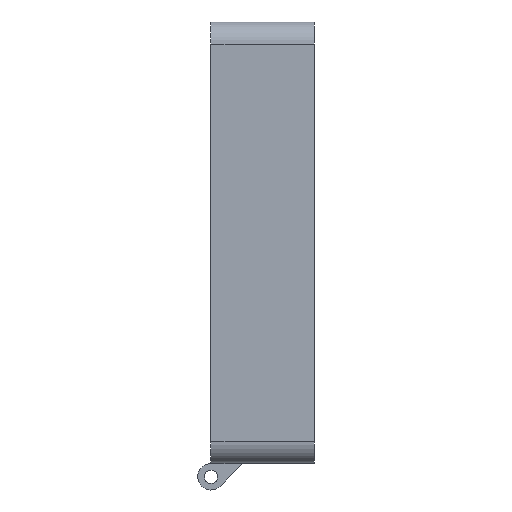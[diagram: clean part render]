
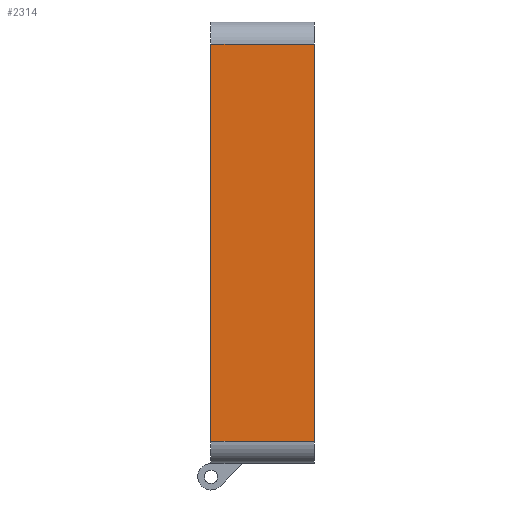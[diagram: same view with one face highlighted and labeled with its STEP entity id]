
A CAD part, left-side view. The second image highlights one B-rep face of the part: STEP entity #2314.
In plain terms, the highlighted planar face has unit normal (-1, 0, 0).
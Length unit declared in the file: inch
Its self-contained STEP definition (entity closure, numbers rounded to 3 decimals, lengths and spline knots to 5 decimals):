
#134=PLANE('',#2500);
#256=FACE_OUTER_BOUND('',#388,.T.);
#388=EDGE_LOOP('',(#2089,#2090,#2091,#2092));
#472=LINE('',#3294,#752);
#505=LINE('',#3396,#785);
#678=LINE('',#3755,#958);
#682=LINE('',#3767,#962);
#752=VECTOR('',#2658,0.3937);
#785=VECTOR('',#2763,0.3937);
#958=VECTOR('',#3090,0.3937);
#962=VECTOR('',#3106,0.3937);
#1069=VERTEX_POINT('',#3292);
#1070=VERTEX_POINT('',#3293);
#1103=VERTEX_POINT('',#3395);
#1212=VERTEX_POINT('',#3753);
#1299=EDGE_CURVE('',#1069,#1070,#472,.T.);
#1350=EDGE_CURVE('',#1103,#1070,#505,.T.);
#1527=EDGE_CURVE('',#1212,#1069,#678,.T.);
#1534=EDGE_CURVE('',#1103,#1212,#682,.T.);
#2089=ORIENTED_EDGE('',*,*,#1534,.F.);
#2090=ORIENTED_EDGE('',*,*,#1350,.T.);
#2091=ORIENTED_EDGE('',*,*,#1299,.F.);
#2092=ORIENTED_EDGE('',*,*,#1527,.F.);
#2314=ADVANCED_FACE('',(#256),#134,.T.);
#2500=AXIS2_PLACEMENT_3D('',#3766,#3104,#3105);
#2658=DIRECTION('',(0.,-1.,0.));
#2763=DIRECTION('',(0.,0.,1.));
#3090=DIRECTION('',(0.,0.,1.));
#3104=DIRECTION('center_axis',(-1.,0.,0.));
#3105=DIRECTION('ref_axis',(0.,0.,1.));
#3106=DIRECTION('',(0.,1.,0.));
#3292=CARTESIAN_POINT('',(-5.,0.585,-0.125));
#3293=CARTESIAN_POINT('',(-5.,0.,-0.125));
#3294=CARTESIAN_POINT('',(-5.,0.,-0.125));
#3395=CARTESIAN_POINT('',(-5.,0.,-2.375));
#3396=CARTESIAN_POINT('',(-5.,0.,-2.5));
#3753=CARTESIAN_POINT('',(-5.,0.585,-2.375));
#3755=CARTESIAN_POINT('',(-5.,0.585,-2.5));
#3766=CARTESIAN_POINT('Origin',(-5.,0.,-2.5));
#3767=CARTESIAN_POINT('',(-5.,0.,-2.375));
